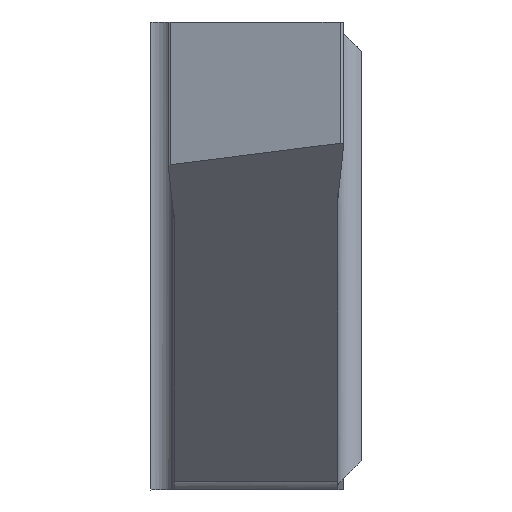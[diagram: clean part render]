
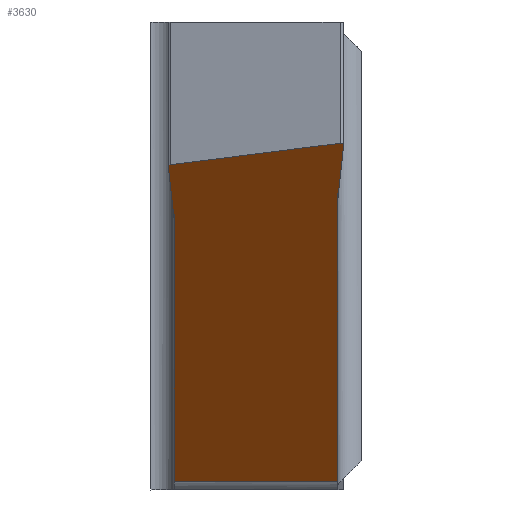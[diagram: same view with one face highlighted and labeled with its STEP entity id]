
A CAD part, front view. The second image highlights one B-rep face of the part: STEP entity #3630.
In plain terms, the highlighted planar face has unit normal (0, -0.427, -0.904).
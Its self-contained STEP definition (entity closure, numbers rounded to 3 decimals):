
#6=CARTESIAN_POINT('',(3.237,0.002,-2.073));
#7=CARTESIAN_POINT('',(3.241,0.001,-2.072));
#8=CARTESIAN_POINT('',(3.246,0.,-2.072));
#9=CARTESIAN_POINT('',(3.25,0.,-2.072));
#10=(BOUNDED_CURVE()B_SPLINE_CURVE(3,(#6,#7,#8,#9),.UNSPECIFIED.,.F.,.F.)B_SPLINE_CURVE_WITH_KNOTS((4,4),(0.,1.),.UNSPECIFIED.)CURVE()GEOMETRIC_REPRESENTATION_ITEM()RATIONAL_B_SPLINE_CURVE((1.,0.994,0.994,1.))REPRESENTATION_ITEM(''));
#11=CARTESIAN_POINT('',(3.237,0.002,-2.073));
#12=VERTEX_POINT('',#11);
#13=CARTESIAN_POINT('',(3.25,0.,-2.072));
#14=VERTEX_POINT('',#13);
#15=EDGE_CURVE('',#12,#14,#10,.T.);
#96=CARTESIAN_POINT('',(0.337,0.779,-2.44));
#97=DIRECTION('',(0.959,-0.257,0.121));
#98=VECTOR('',#97,3.025);
#99=LINE('',#96,#98);
#100=CARTESIAN_POINT('',(0.337,0.779,-2.44));
#101=VERTEX_POINT('',#100);
#102=EDGE_CURVE('',#101,#12,#99,.T.);
#178=CARTESIAN_POINT('',(0.3,0.83,-2.464));
#179=VERTEX_POINT('',#178);
#190=CARTESIAN_POINT('',(0.3,0.83,-2.464));
#191=CARTESIAN_POINT('',(0.299,0.805,-2.453));
#192=CARTESIAN_POINT('',(0.313,0.785,-2.443));
#193=CARTESIAN_POINT('',(0.337,0.779,-2.44));
#194=(BOUNDED_CURVE()B_SPLINE_CURVE(3,(#190,#191,#192,#193),.UNSPECIFIED.,.F.,.F.)B_SPLINE_CURVE_WITH_KNOTS((4,4),(0.,1.),.UNSPECIFIED.)CURVE()GEOMETRIC_REPRESENTATION_ITEM()RATIONAL_B_SPLINE_CURVE((1.,0.851,0.851,1.))REPRESENTATION_ITEM(''));
#195=EDGE_CURVE('',#179,#101,#194,.T.);
#239=CARTESIAN_POINT('',(0.401,2.762,-3.378));
#240=DIRECTION('',(-0.047,-0.903,0.427));
#241=VECTOR('',#240,2.139);
#242=LINE('',#239,#241);
#243=CARTESIAN_POINT('',(0.401,2.762,-3.378));
#244=VERTEX_POINT('',#243);
#245=EDGE_CURVE('',#244,#179,#242,.T.);
#342=CARTESIAN_POINT('',(0.401,12.223,-7.85));
#343=DIRECTION('',(0.,-0.904,0.427));
#344=VECTOR('',#343,10.465);
#345=LINE('',#342,#344);
#346=CARTESIAN_POINT('',(0.401,12.223,-7.85));
#347=VERTEX_POINT('',#346);
#348=EDGE_CURVE('',#347,#244,#345,.T.);
#2959=CARTESIAN_POINT('',(3.2,12.223,-7.85));
#2960=VERTEX_POINT('',#2959);
#2971=CARTESIAN_POINT('',(3.2,2.012,-3.023));
#2972=DIRECTION('',(0.,0.904,-0.427));
#2973=VECTOR('',#2972,11.295);
#2974=LINE('',#2971,#2973);
#2975=CARTESIAN_POINT('',(3.2,2.012,-3.023));
#2976=VERTEX_POINT('',#2975);
#2977=EDGE_CURVE('',#2976,#2960,#2974,.T.);
#3055=CARTESIAN_POINT('',(3.3,0.053,-2.097));
#3056=VERTEX_POINT('',#3055);
#3092=CARTESIAN_POINT('',(3.3,0.053,-2.097));
#3093=DIRECTION('',(-0.046,0.903,-0.427));
#3094=VECTOR('',#3093,2.169);
#3095=LINE('',#3092,#3094);
#3096=EDGE_CURVE('',#3056,#2976,#3095,.T.);
#3188=CARTESIAN_POINT('',(0.401,12.223,-7.85));
#3189=DIRECTION('',(1.,0.,0.));
#3190=VECTOR('',#3189,2.799);
#3191=LINE('',#3188,#3190);
#3192=EDGE_CURVE('',#347,#2960,#3191,.T.);
#3498=CARTESIAN_POINT('',(3.25,0.,-2.072));
#3499=CARTESIAN_POINT('',(3.28,0.,-2.072));
#3500=CARTESIAN_POINT('',(3.301,0.022,-2.083));
#3501=CARTESIAN_POINT('',(3.3,0.053,-2.097));
#3502=(BOUNDED_CURVE()B_SPLINE_CURVE(3,(#3498,#3499,#3500,#3501),.UNSPECIFIED.,.F.,.F.)B_SPLINE_CURVE_WITH_KNOTS((4,4),(0.,1.),.UNSPECIFIED.)CURVE()GEOMETRIC_REPRESENTATION_ITEM()RATIONAL_B_SPLINE_CURVE((1.,0.793,0.793,1.))REPRESENTATION_ITEM('')
);
#3503=EDGE_CURVE('',#14,#3056,#3502,.T.);
#3542=CARTESIAN_POINT('',(1.25,5.638,-4.737));
#3543=DIRECTION('',(0.,0.427,0.904));
#3544=DIRECTION('',(0.,-0.386,0.183));
#3545=AXIS2_PLACEMENT_3D('',#3542,#3543,#3544);
#3546=PLANE('',#3545);
#3547=ORIENTED_EDGE('Edge 1445',*,*,#2977,.F.);
#3556=ORIENTED_EDGE('Edge 186',*,*,#3192,.T.);
#3565=ORIENTED_EDGE('Edge 1300',*,*,#348,.F.);
#3574=ORIENTED_EDGE('Edge 196',*,*,#245,.F.);
#3583=ORIENTED_EDGE('Edge 201',*,*,#195,.F.);
#3592=ORIENTED_EDGE('Edge 206',*,*,#102,.F.);
#3601=ORIENTED_EDGE('Edge 211',*,*,#15,.F.);
#3610=ORIENTED_EDGE('Edge 216',*,*,#3503,.F.);
#3619=ORIENTED_EDGE('Edge 221',*,*,#3096,.F.);
#3628=EDGE_LOOP('',(#3619,#3610,#3601,#3592,#3583,#3574,#3565,#3556,#3547));
#3629=FACE_OUTER_BOUND('Loop 222',#3628,.T.);
#3630=ADVANCED_FACE('Face 223',(#3629),#3546,.F.);
